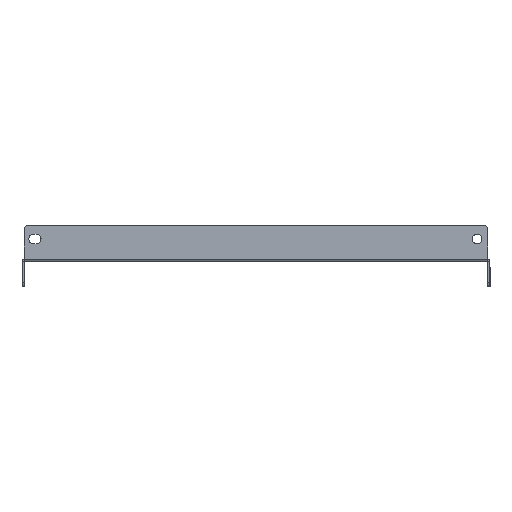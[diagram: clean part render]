
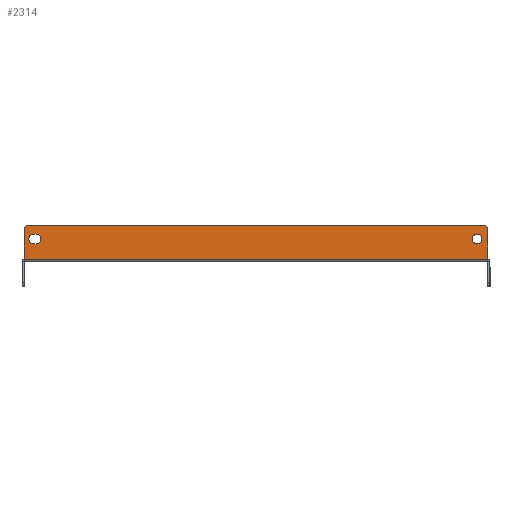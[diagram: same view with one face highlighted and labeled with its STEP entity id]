
A CAD part, left-side view. The second image highlights one B-rep face of the part: STEP entity #2314.
In plain terms, the highlighted planar face has unit normal (-1, 0, 0).
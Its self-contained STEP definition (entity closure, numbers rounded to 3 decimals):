
#13 = EDGE_CURVE ( 'NONE', #3965, #3966, #1346, .T. ) ;
#357 = EDGE_CURVE ( 'NONE', #3890, #3888, #2572, .T. ) ;
#360 = EDGE_CURVE ( 'NONE', #3883, #3885, #2580, .T. ) ;
#368 = EDGE_CURVE ( 'NONE', #3890, #3892, #2590, .T. ) ;
#372 = EDGE_CURVE ( 'NONE', #3880, #3887, #2597, .T. ) ;
#374 = EDGE_CURVE ( 'NONE', #3887, #3892, #2598, .T. ) ;
#375 = EDGE_CURVE ( 'NONE', #3882, #3883, #2600, .T. ) ;
#376 = EDGE_CURVE ( 'NONE', #3884, #3882, #2604, .T. ) ;
#377 = EDGE_CURVE ( 'NONE', #3966, #3965, #2605, .T. ) ;
#378 = EDGE_CURVE ( 'NONE', #3885, #3884, #2602, .T. ) ;
#379 = EDGE_CURVE ( 'NONE', #3888, #3881, #2608, .T. ) ;
#381 = EDGE_CURVE ( 'NONE', #3881, #3880, #2606, .T. ) ;
#819 = AXIS2_PLACEMENT_3D ( 'NONE', #4241, #4242, #4243 ) ;
#848 = AXIS2_PLACEMENT_3D ( 'NONE', #4878, #4879, #4880 ) ;
#853 = AXIS2_PLACEMENT_3D ( 'NONE', #4925, #4927, #4928 ) ;
#854 = AXIS2_PLACEMENT_3D ( 'NONE', #4916, #4917, #4918 ) ;
#856 = AXIS2_PLACEMENT_3D ( 'NONE', #4906, #4908, #4909 ) ;
#857 = AXIS2_PLACEMENT_3D ( 'NONE', #4919, #4920, #4921 ) ;
#946 = AXIS2_PLACEMENT_3D ( 'NONE', #5553, #5559, #5560 ) ;
#1346 = CIRCLE ( 'NONE', #819, 3.5 ) ;
#1564 = EDGE_LOOP ( 'NONE', ( #3668, #3497 ) ) ;
#1687 = EDGE_LOOP ( 'NONE', ( #3609, #3729, #3716, #3671 ) ) ;
#1757 = EDGE_LOOP ( 'NONE', ( #3510, #3669, #3293, #3339, #3594, #3569 ) ) ;
#2314 = ADVANCED_FACE ( 'NONE', ( #3101, #3107, #3109 ), #5558, .F. ) ;
#2572 = LINE ( 'NONE', #4873, #2573 ) ;
#2573 = VECTOR ( 'NONE', #4874, 1000. ) ;
#2580 = CIRCLE ( 'NONE', #848, 3.5 ) ;
#2590 = LINE ( 'NONE', #4900, #2591 ) ;
#2591 = VECTOR ( 'NONE', #4901, 1000. ) ;
#2597 = CIRCLE ( 'NONE', #856, 3. ) ;
#2598 = LINE ( 'NONE', #4912, #2599 ) ;
#2599 = VECTOR ( 'NONE', #4913, 1000. ) ;
#2600 = LINE ( 'NONE', #4914, #2601 ) ;
#2601 = VECTOR ( 'NONE', #4915, 1000. ) ;
#2602 = LINE ( 'NONE', #4923, #2603 ) ;
#2603 = VECTOR ( 'NONE', #4924, 1000. ) ;
#2604 = CIRCLE ( 'NONE', #854, 3.5 ) ;
#2605 = CIRCLE ( 'NONE', #857, 3.5 ) ;
#2606 = LINE ( 'NONE', #4932, #2607 ) ;
#2607 = VECTOR ( 'NONE', #4933, 1000. ) ;
#2608 = CIRCLE ( 'NONE', #853, 3. ) ;
#3101 = FACE_BOUND ( 'NONE', #1564, .T. ) ;
#3107 = FACE_BOUND ( 'NONE', #1687, .T. ) ;
#3109 = FACE_OUTER_BOUND ( 'NONE', #1757, .T. ) ;
#3293 = ORIENTED_EDGE ( 'NONE', *, *, #381, .T. ) ;
#3339 = ORIENTED_EDGE ( 'NONE', *, *, #372, .T. ) ;
#3497 = ORIENTED_EDGE ( 'NONE', *, *, #13, .F. ) ;
#3510 = ORIENTED_EDGE ( 'NONE', *, *, #357, .T. ) ;
#3569 = ORIENTED_EDGE ( 'NONE', *, *, #368, .F. ) ;
#3594 = ORIENTED_EDGE ( 'NONE', *, *, #374, .T. ) ;
#3609 = ORIENTED_EDGE ( 'NONE', *, *, #378, .F. ) ;
#3668 = ORIENTED_EDGE ( 'NONE', *, *, #377, .F. ) ;
#3669 = ORIENTED_EDGE ( 'NONE', *, *, #379, .T. ) ;
#3671 = ORIENTED_EDGE ( 'NONE', *, *, #376, .F. ) ;
#3716 = ORIENTED_EDGE ( 'NONE', *, *, #375, .F. ) ;
#3729 = ORIENTED_EDGE ( 'NONE', *, *, #360, .F. ) ;
#3880 = VERTEX_POINT ( 'NONE', #6144 ) ;
#3881 = VERTEX_POINT ( 'NONE', #6145 ) ;
#3882 = VERTEX_POINT ( 'NONE', #6146 ) ;
#3883 = VERTEX_POINT ( 'NONE', #6147 ) ;
#3884 = VERTEX_POINT ( 'NONE', #6148 ) ;
#3885 = VERTEX_POINT ( 'NONE', #6149 ) ;
#3887 = VERTEX_POINT ( 'NONE', #6151 ) ;
#3888 = VERTEX_POINT ( 'NONE', #6152 ) ;
#3890 = VERTEX_POINT ( 'NONE', #6154 ) ;
#3892 = VERTEX_POINT ( 'NONE', #6156 ) ;
#3965 = VERTEX_POINT ( 'NONE', #6229 ) ;
#3966 = VERTEX_POINT ( 'NONE', #6221 ) ;
#4241 = CARTESIAN_POINT ( 'NONE',  ( -449.5, -162.49, 16.5 ) ) ;
#4242 = DIRECTION ( 'NONE',  ( -1., 0., 0. ) ) ;
#4243 = DIRECTION ( 'NONE',  ( 0., 0., 1. ) ) ;
#4873 = CARTESIAN_POINT ( 'NONE',  ( -449.5, -170.49, 1.5 ) ) ;
#4874 = DIRECTION ( 'NONE',  ( 0., 0., 1. ) ) ;
#4878 = CARTESIAN_POINT ( 'NONE',  ( -449.5, 163.49, 16.5 ) ) ;
#4879 = DIRECTION ( 'NONE',  ( -1., 0., 0. ) ) ;
#4880 = DIRECTION ( 'NONE',  ( 0., 0., 1. ) ) ;
#4900 = CARTESIAN_POINT ( 'NONE',  ( -449.5, 170.49, 1.51 ) ) ;
#4901 = DIRECTION ( 'NONE',  ( 0., 1., 0. ) ) ;
#4906 = CARTESIAN_POINT ( 'NONE',  ( -449.5, 167.49, 23.5 ) ) ;
#4908 = DIRECTION ( 'NONE',  ( -1., 0., 0. ) ) ;
#4909 = DIRECTION ( 'NONE',  ( 0., 0., -1. ) ) ;
#4912 = CARTESIAN_POINT ( 'NONE',  ( -449.5, 170.49, 1.5 ) ) ;
#4913 = DIRECTION ( 'NONE',  ( 0., 0., -1. ) ) ;
#4914 = CARTESIAN_POINT ( 'NONE',  ( -449.5, 163.49, 20. ) ) ;
#4915 = DIRECTION ( 'NONE',  ( 0., 1., 0. ) ) ;
#4916 = CARTESIAN_POINT ( 'NONE',  ( -449.5, 161.49, 16.5 ) ) ;
#4917 = DIRECTION ( 'NONE',  ( -1., 0., 0. ) ) ;
#4918 = DIRECTION ( 'NONE',  ( 0., 0., 1. ) ) ;
#4919 = CARTESIAN_POINT ( 'NONE',  ( -449.5, -162.49, 16.5 ) ) ;
#4920 = DIRECTION ( 'NONE',  ( -1., 0., 0. ) ) ;
#4921 = DIRECTION ( 'NONE',  ( 0., 0., 1. ) ) ;
#4923 = CARTESIAN_POINT ( 'NONE',  ( -449.5, 163.49, 13. ) ) ;
#4924 = DIRECTION ( 'NONE',  ( 0., -1., 0. ) ) ;
#4925 = CARTESIAN_POINT ( 'NONE',  ( -449.5, -167.49, 23.5 ) ) ;
#4927 = DIRECTION ( 'NONE',  ( -1., 0., 0. ) ) ;
#4928 = DIRECTION ( 'NONE',  ( 0., 0., -1. ) ) ;
#4932 = CARTESIAN_POINT ( 'NONE',  ( -449.5, -170.49, 26.5 ) ) ;
#4933 = DIRECTION ( 'NONE',  ( 0., 1., 0. ) ) ;
#5553 = CARTESIAN_POINT ( 'NONE',  ( -449.5, -170.49, 1.5 ) ) ;
#5558 = PLANE ( 'NONE',  #946 ) ;
#5559 = DIRECTION ( 'NONE',  ( 1., 0., 0. ) ) ;
#5560 = DIRECTION ( 'NONE',  ( 0., 0., -1. ) ) ;
#6144 = CARTESIAN_POINT ( 'NONE',  ( -449.5, 167.49, 26.5 ) ) ;
#6145 = CARTESIAN_POINT ( 'NONE',  ( -449.5, -167.49, 26.5 ) ) ;
#6146 = CARTESIAN_POINT ( 'NONE',  ( -449.5, 161.49, 20. ) ) ;
#6147 = CARTESIAN_POINT ( 'NONE',  ( -449.5, 163.49, 20. ) ) ;
#6148 = CARTESIAN_POINT ( 'NONE',  ( -449.5, 161.49, 13. ) ) ;
#6149 = CARTESIAN_POINT ( 'NONE',  ( -449.5, 163.49, 13. ) ) ;
#6151 = CARTESIAN_POINT ( 'NONE',  ( -449.5, 170.49, 23.5 ) ) ;
#6152 = CARTESIAN_POINT ( 'NONE',  ( -449.5, -170.49, 23.5 ) ) ;
#6154 = CARTESIAN_POINT ( 'NONE',  ( -449.5, -170.49, 1.51 ) ) ;
#6156 = CARTESIAN_POINT ( 'NONE',  ( -449.5, 170.49, 1.51 ) ) ;
#6221 = CARTESIAN_POINT ( 'NONE',  ( -449.5, -162.49, 20. ) ) ;
#6229 = CARTESIAN_POINT ( 'NONE',  ( -449.5, -162.49, 13. ) ) ;
